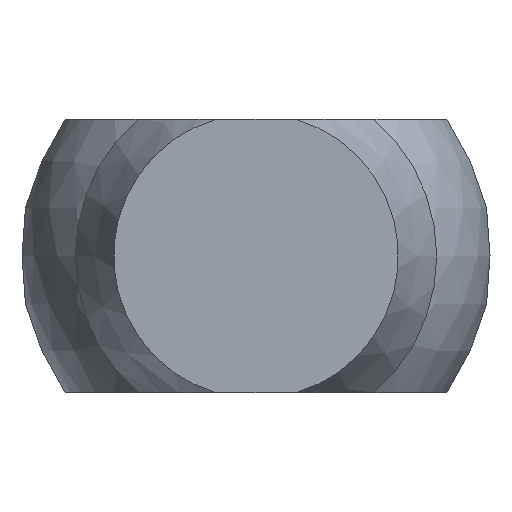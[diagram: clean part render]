
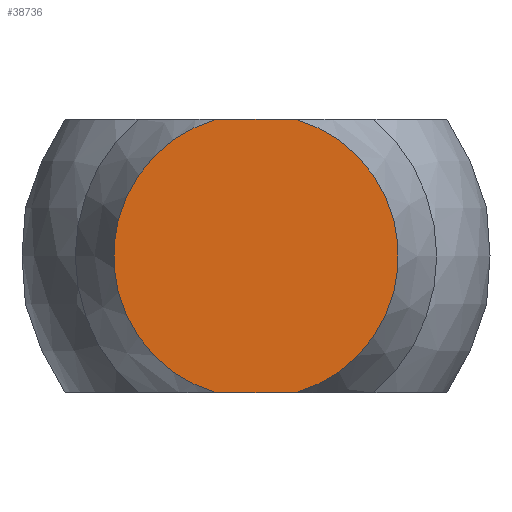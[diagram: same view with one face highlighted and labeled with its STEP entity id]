
A CAD part, left-side view. The second image highlights one B-rep face of the part: STEP entity #38736.
In plain terms, the highlighted planar face has unit normal (-1, 0, 0).
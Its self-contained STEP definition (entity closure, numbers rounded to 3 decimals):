
#722 = PLANE('',#723);
#723 = AXIS2_PLACEMENT_3D('',#724,#725,#726);
#724 = CARTESIAN_POINT('',(0.,6.25,2.5));
#725 = DIRECTION('',(0.,0.,1.));
#726 = DIRECTION('',(0.,-1.,0.));
#36409 = VERTEX_POINT('',#36410);
#36410 = CARTESIAN_POINT('',(-50.,0.714,2.5));
#36424 = CONICAL_SURFACE('',#36425,2.95,0.391);
#36425 = AXIS2_PLACEMENT_3D('',#36426,#36427,#36428);
#36426 = CARTESIAN_POINT('',(-49.15,0.,0.));
#36427 = DIRECTION('',(1.,0.,0.));
#36428 = DIRECTION('',(-0.,1.,0.));
#36458 = EDGE_CURVE('',#36459,#36409,#36461,.T.);
#36459 = VERTEX_POINT('',#36460);
#36460 = CARTESIAN_POINT('',(-50.,-0.714,2.5));
#36461 = SURFACE_CURVE('',#36462,(#36466,#36473),.PCURVE_S1.);
#36462 = LINE('',#36463,#36464);
#36463 = CARTESIAN_POINT('',(-50.,3.125,2.5));
#36464 = VECTOR('',#36465,1.);
#36465 = DIRECTION('',(0.,1.,0.));
#36466 = PCURVE('',#722,#36467);
#36467 = DEFINITIONAL_REPRESENTATION('',(#36468),#36472);
#36468 = LINE('',#36469,#36470);
#36469 = CARTESIAN_POINT('',(3.125,-50.));
#36470 = VECTOR('',#36471,1.);
#36471 = DIRECTION('',(-1.,0.));
#36472 = ( GEOMETRIC_REPRESENTATION_CONTEXT(2) 
PARAMETRIC_REPRESENTATION_CONTEXT() REPRESENTATION_CONTEXT('2D SPACE',''
  ) );
#36473 = PCURVE('',#36474,#36479);
#36474 = PLANE('',#36475);
#36475 = AXIS2_PLACEMENT_3D('',#36476,#36477,#36478);
#36476 = CARTESIAN_POINT('',(-50.,0.,0.));
#36477 = DIRECTION('',(1.,0.,0.));
#36478 = DIRECTION('',(0.,0.,-1.));
#36479 = DEFINITIONAL_REPRESENTATION('',(#36480),#36484);
#36480 = LINE('',#36481,#36482);
#36481 = CARTESIAN_POINT('',(-2.5,3.125));
#36482 = VECTOR('',#36483,1.);
#36483 = DIRECTION('',(0.,1.));
#36484 = ( GEOMETRIC_REPRESENTATION_CONTEXT(2) 
PARAMETRIC_REPRESENTATION_CONTEXT() REPRESENTATION_CONTEXT('2D SPACE',''
  ) );
#36502 = CONICAL_SURFACE('',#36503,2.95,0.391);
#36503 = AXIS2_PLACEMENT_3D('',#36504,#36505,#36506);
#36504 = CARTESIAN_POINT('',(-49.15,0.,0.));
#36505 = DIRECTION('',(1.,0.,0.));
#36506 = DIRECTION('',(0.,-1.,0.));
#37967 = PLANE('',#37968);
#37968 = AXIS2_PLACEMENT_3D('',#37969,#37970,#37971);
#37969 = CARTESIAN_POINT('',(0.,-6.25,-2.5));
#37970 = DIRECTION('',(0.,0.,-1.));
#37971 = DIRECTION('',(0.,1.,0.));
#38667 = VERTEX_POINT('',#38668);
#38668 = CARTESIAN_POINT('',(-50.,0.714,-2.5));
#38711 = EDGE_CURVE('',#36409,#38667,#38712,.T.);
#38712 = SURFACE_CURVE('',#38713,(#38718,#38725),.PCURVE_S1.);
#38713 = CIRCLE('',#38714,2.6);
#38714 = AXIS2_PLACEMENT_3D('',#38715,#38716,#38717);
#38715 = CARTESIAN_POINT('',(-50.,0.,0.));
#38716 = DIRECTION('',(-1.,0.,0.));
#38717 = DIRECTION('',(0.,1.,0.));
#38718 = PCURVE('',#36424,#38719);
#38719 = DEFINITIONAL_REPRESENTATION('',(#38720),#38724);
#38720 = LINE('',#38721,#38722);
#38721 = CARTESIAN_POINT('',(12.566,-0.85));
#38722 = VECTOR('',#38723,1.);
#38723 = DIRECTION('',(-1.,0.));
#38724 = ( GEOMETRIC_REPRESENTATION_CONTEXT(2) 
PARAMETRIC_REPRESENTATION_CONTEXT() REPRESENTATION_CONTEXT('2D SPACE',''
  ) );
#38725 = PCURVE('',#36474,#38726);
#38726 = DEFINITIONAL_REPRESENTATION('',(#38727),#38735);
#38727 = ( BOUNDED_CURVE() B_SPLINE_CURVE(2,(#38728,#38729,#38730,#38731
    ,#38732,#38733,#38734),.UNSPECIFIED.,.T.,.F.) 
B_SPLINE_CURVE_WITH_KNOTS((1,2,2,2,2,1),(-2.094,0.,
    2.094,4.189,6.283,8.378),
.UNSPECIFIED.) CURVE() GEOMETRIC_REPRESENTATION_ITEM() 
RATIONAL_B_SPLINE_CURVE((1.,0.5,1.,0.5,1.,0.5,1.)) REPRESENTATION_ITEM(
  '') );
#38728 = CARTESIAN_POINT('',(0.,2.6));
#38729 = CARTESIAN_POINT('',(4.503,2.6));
#38730 = CARTESIAN_POINT('',(2.252,-1.3));
#38731 = CARTESIAN_POINT('',(0.,-5.2));
#38732 = CARTESIAN_POINT('',(-2.252,-1.3));
#38733 = CARTESIAN_POINT('',(-4.503,2.6));
#38734 = CARTESIAN_POINT('',(0.,2.6));
#38735 = ( GEOMETRIC_REPRESENTATION_CONTEXT(2) 
PARAMETRIC_REPRESENTATION_CONTEXT() REPRESENTATION_CONTEXT('2D SPACE',''
  ) );
#38736 = ADVANCED_FACE('',(#38737),#36474,.F.);
#38737 = FACE_BOUND('',#38738,.T.);
#38738 = EDGE_LOOP('',(#38739,#38767,#38768,#38769));
#38739 = ORIENTED_EDGE('',*,*,#38740,.T.);
#38740 = EDGE_CURVE('',#38741,#36459,#38743,.T.);
#38741 = VERTEX_POINT('',#38742);
#38742 = CARTESIAN_POINT('',(-50.,-0.714,-2.5));
#38743 = SURFACE_CURVE('',#38744,(#38749,#38760),.PCURVE_S1.);
#38744 = CIRCLE('',#38745,2.6);
#38745 = AXIS2_PLACEMENT_3D('',#38746,#38747,#38748);
#38746 = CARTESIAN_POINT('',(-50.,0.,0.));
#38747 = DIRECTION('',(-1.,0.,0.));
#38748 = DIRECTION('',(0.,-1.,0.));
#38749 = PCURVE('',#36474,#38750);
#38750 = DEFINITIONAL_REPRESENTATION('',(#38751),#38759);
#38751 = ( BOUNDED_CURVE() B_SPLINE_CURVE(2,(#38752,#38753,#38754,#38755
    ,#38756,#38757,#38758),.UNSPECIFIED.,.T.,.F.) 
B_SPLINE_CURVE_WITH_KNOTS((1,2,2,2,2,1),(-2.094,0.,
    2.094,4.189,6.283,8.378),
.UNSPECIFIED.) CURVE() GEOMETRIC_REPRESENTATION_ITEM() 
RATIONAL_B_SPLINE_CURVE((1.,0.5,1.,0.5,1.,0.5,1.)) REPRESENTATION_ITEM(
  '') );
#38752 = CARTESIAN_POINT('',(0.,-2.6));
#38753 = CARTESIAN_POINT('',(-4.503,-2.6));
#38754 = CARTESIAN_POINT('',(-2.252,1.3));
#38755 = CARTESIAN_POINT('',(0.,5.2));
#38756 = CARTESIAN_POINT('',(2.252,1.3));
#38757 = CARTESIAN_POINT('',(4.503,-2.6));
#38758 = CARTESIAN_POINT('',(0.,-2.6));
#38759 = ( GEOMETRIC_REPRESENTATION_CONTEXT(2) 
PARAMETRIC_REPRESENTATION_CONTEXT() REPRESENTATION_CONTEXT('2D SPACE',''
  ) );
#38760 = PCURVE('',#36502,#38761);
#38761 = DEFINITIONAL_REPRESENTATION('',(#38762),#38766);
#38762 = LINE('',#38763,#38764);
#38763 = CARTESIAN_POINT('',(12.566,-0.85));
#38764 = VECTOR('',#38765,1.);
#38765 = DIRECTION('',(-1.,0.));
#38766 = ( GEOMETRIC_REPRESENTATION_CONTEXT(2) 
PARAMETRIC_REPRESENTATION_CONTEXT() REPRESENTATION_CONTEXT('2D SPACE',''
  ) );
#38767 = ORIENTED_EDGE('',*,*,#36458,.T.);
#38768 = ORIENTED_EDGE('',*,*,#38711,.T.);
#38769 = ORIENTED_EDGE('',*,*,#38770,.T.);
#38770 = EDGE_CURVE('',#38667,#38741,#38771,.T.);
#38771 = SURFACE_CURVE('',#38772,(#38776,#38783),.PCURVE_S1.);
#38772 = LINE('',#38773,#38774);
#38773 = CARTESIAN_POINT('',(-50.,-3.125,-2.5));
#38774 = VECTOR('',#38775,1.);
#38775 = DIRECTION('',(0.,-1.,0.));
#38776 = PCURVE('',#36474,#38777);
#38777 = DEFINITIONAL_REPRESENTATION('',(#38778),#38782);
#38778 = LINE('',#38779,#38780);
#38779 = CARTESIAN_POINT('',(2.5,-3.125));
#38780 = VECTOR('',#38781,1.);
#38781 = DIRECTION('',(0.,-1.));
#38782 = ( GEOMETRIC_REPRESENTATION_CONTEXT(2) 
PARAMETRIC_REPRESENTATION_CONTEXT() REPRESENTATION_CONTEXT('2D SPACE',''
  ) );
#38783 = PCURVE('',#37967,#38784);
#38784 = DEFINITIONAL_REPRESENTATION('',(#38785),#38789);
#38785 = LINE('',#38786,#38787);
#38786 = CARTESIAN_POINT('',(3.125,-50.));
#38787 = VECTOR('',#38788,1.);
#38788 = DIRECTION('',(-1.,0.));
#38789 = ( GEOMETRIC_REPRESENTATION_CONTEXT(2) 
PARAMETRIC_REPRESENTATION_CONTEXT() REPRESENTATION_CONTEXT('2D SPACE',''
  ) );
